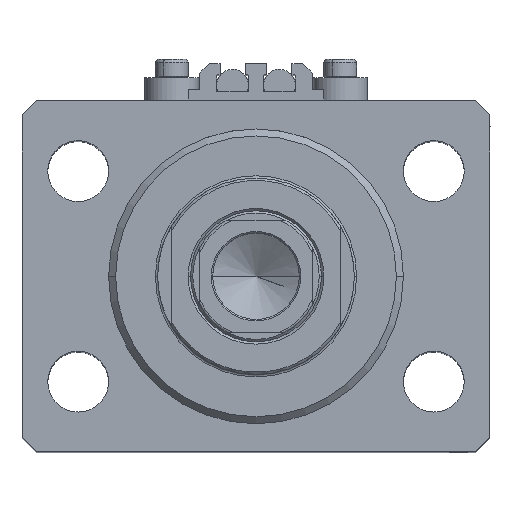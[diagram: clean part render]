
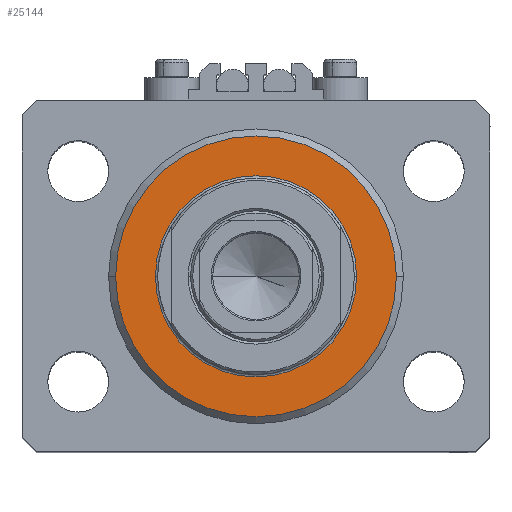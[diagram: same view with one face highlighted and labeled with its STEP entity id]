
A CAD part, top view. The second image highlights one B-rep face of the part: STEP entity #25144.
In plain terms, the highlighted face is planar.
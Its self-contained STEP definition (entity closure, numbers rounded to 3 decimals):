
#3803 = ORIENTED_EDGE ( 'NONE', *, *, #15666, .T. ) ;
#4941 = AXIS2_PLACEMENT_3D ( 'NONE', #46295, #31685, #42660 ) ;
#5643 = AXIS2_PLACEMENT_3D ( 'NONE', #29933, #22645, #37517 ) ;
#6466 = DIRECTION ( 'NONE',  ( 1., 0., 0. ) ) ;
#7025 = CARTESIAN_POINT ( 'NONE',  ( 30., 0., 0. ) ) ;
#7320 = CARTESIAN_POINT ( 'NONE',  ( 0., 0., 0. ) ) ;
#7985 = DIRECTION ( 'NONE',  ( 0., 0., 1. ) ) ;
#8434 = VERTEX_POINT ( 'NONE', #15975 ) ;
#8850 = CIRCLE ( 'NONE', #4941, 21.5 ) ;
#9867 = FACE_BOUND ( 'NONE', #13716, .T. ) ;
#10219 = EDGE_LOOP ( 'NONE', ( #3803, #12726 ) ) ;
#12726 = ORIENTED_EDGE ( 'NONE', *, *, #36703, .T. ) ;
#13301 = AXIS2_PLACEMENT_3D ( 'NONE', #41338, #7985, #22825 ) ;
#13524 = PLANE ( 'NONE',  #18951 ) ;
#13716 = EDGE_LOOP ( 'NONE', ( #30328, #15462 ) ) ;
#15111 = VERTEX_POINT ( 'NONE', #7025 ) ;
#15342 = DIRECTION ( 'NONE',  ( 0., 0., -1. ) ) ;
#15462 = ORIENTED_EDGE ( 'NONE', *, *, #23409, .T. ) ;
#15666 = EDGE_CURVE ( 'NONE', #15111, #33573, #20239, .T. ) ;
#15975 = CARTESIAN_POINT ( 'NONE',  ( -21.5, 0., 0. ) ) ;
#17166 = FACE_OUTER_BOUND ( 'NONE', #10219, .T. ) ;
#18951 = AXIS2_PLACEMENT_3D ( 'NONE', #24710, #28587, #6466 ) ;
#19820 = CARTESIAN_POINT ( 'NONE',  ( 21.5, 0., 0. ) ) ;
#20239 = CIRCLE ( 'NONE', #28785, 30. ) ;
#22645 = DIRECTION ( 'NONE',  ( 0., 0., -1. ) ) ;
#22825 = DIRECTION ( 'NONE',  ( 1., 0., 0. ) ) ;
#23409 = EDGE_CURVE ( 'NONE', #8434, #35331, #8850, .T. ) ;
#24710 = CARTESIAN_POINT ( 'NONE',  ( 0., 0., 0. ) ) ;
#25144 = ADVANCED_FACE ( 'NONE', ( #9867, #17166 ), #13524, .F. ) ;
#26624 = CIRCLE ( 'NONE', #5643, 30. ) ;
#28587 = DIRECTION ( 'NONE',  ( 0., 0., 1. ) ) ;
#28785 = AXIS2_PLACEMENT_3D ( 'NONE', #7320, #15342, #47953 ) ;
#29933 = CARTESIAN_POINT ( 'NONE',  ( 0., 0., 0. ) ) ;
#30328 = ORIENTED_EDGE ( 'NONE', *, *, #42132, .T. ) ;
#30379 = CARTESIAN_POINT ( 'NONE',  ( -30., 0., 0. ) ) ;
#31685 = DIRECTION ( 'NONE',  ( 0., 0., 1. ) ) ;
#33573 = VERTEX_POINT ( 'NONE', #30379 ) ;
#34271 = CIRCLE ( 'NONE', #13301, 21.5 ) ;
#35331 = VERTEX_POINT ( 'NONE', #19820 ) ;
#36703 = EDGE_CURVE ( 'NONE', #33573, #15111, #26624, .T. ) ;
#37517 = DIRECTION ( 'NONE',  ( 1., 0., 0. ) ) ;
#41338 = CARTESIAN_POINT ( 'NONE',  ( 0., 0., 0. ) ) ;
#42132 = EDGE_CURVE ( 'NONE', #35331, #8434, #34271, .T. ) ;
#42660 = DIRECTION ( 'NONE',  ( 1., 0., 0. ) ) ;
#46295 = CARTESIAN_POINT ( 'NONE',  ( 0., 0., 0. ) ) ;
#47953 = DIRECTION ( 'NONE',  ( 1., 0., 0. ) ) ;
